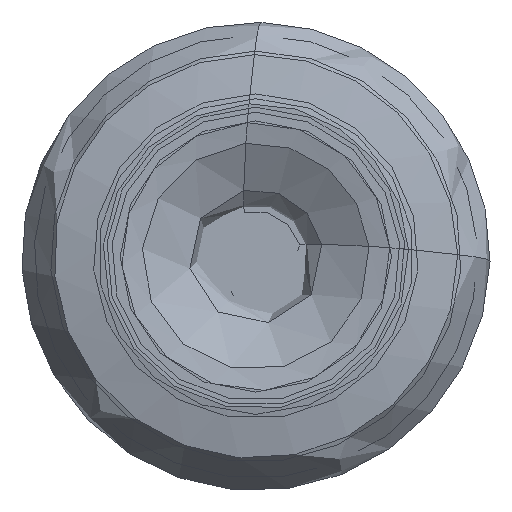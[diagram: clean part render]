
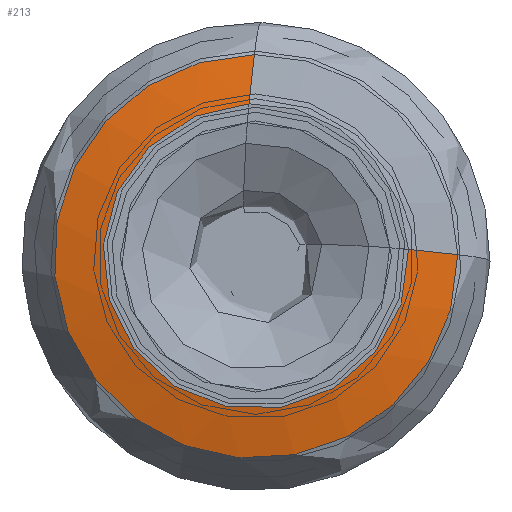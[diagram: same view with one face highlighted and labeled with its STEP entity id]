
A CAD part, left-side view. The second image highlights one B-rep face of the part: STEP entity #213.
In plain terms, the highlighted free-form (B-spline) face has degree [1, 3] with [2, 7] control points.
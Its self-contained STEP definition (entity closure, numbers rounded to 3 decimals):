
#39=(
BOUNDED_SURFACE()
B_SPLINE_SURFACE(1,3,((#1238,#1239,#1240,#1241,#1242,#1243,#1244),(#1245,
#1246,#1247,#1248,#1249,#1250,#1251)),.UNSPECIFIED.,.F.,.F.,.F.)
B_SPLINE_SURFACE_WITH_KNOTS((2,2),(4,3,4),(0.,1.),(0.,0.5,1.),
 .UNSPECIFIED.)
GEOMETRIC_REPRESENTATION_ITEM()
RATIONAL_B_SPLINE_SURFACE(((1.,0.588,0.588,1.,0.588,
0.588,1.),(1.,0.588,0.588,1.,0.588,
0.588,1.)))
REPRESENTATION_ITEM('')
SURFACE()
);
#72=LINE('',#1236,#96);
#73=LINE('',#1237,#97);
#96=VECTOR('',#909,1.);
#97=VECTOR('',#910,1.);
#138=FACE_OUTER_BOUND('',#334,.T.);
#213=ADVANCED_FACE('',(#138),#39,.F.);
#334=EDGE_LOOP('',(#430,#431,#432,#433));
#430=ORIENTED_EDGE('',*,*,#614,.F.);
#431=ORIENTED_EDGE('',*,*,#615,.F.);
#432=ORIENTED_EDGE('',*,*,#611,.T.);
#433=ORIENTED_EDGE('',*,*,#616,.F.);
#553=VERTEX_POINT('',#1228);
#554=VERTEX_POINT('',#1229);
#555=VERTEX_POINT('',#1234);
#556=VERTEX_POINT('',#1235);
#611=EDGE_CURVE('',#553,#554,#682,.T.);
#614=EDGE_CURVE('',#555,#556,#683,.T.);
#615=EDGE_CURVE('',#553,#555,#72,.T.);
#616=EDGE_CURVE('',#556,#554,#73,.T.);
#682=CIRCLE('',#758,5.546);
#683=CIRCLE('',#760,7.326);
#758=AXIS2_PLACEMENT_3D('',#1227,#901,#902);
#760=AXIS2_PLACEMENT_3D('',#1233,#907,#908);
#901=DIRECTION('',(1.,0.,0.));
#902=DIRECTION('',(0.,-0.999,0.047));
#907=DIRECTION('',(1.,0.,0.));
#908=DIRECTION('',(0.,-1.,0.01));
#909=DIRECTION('',(0.207,-0.973,-0.103));
#910=DIRECTION('',(-0.207,0.106,-0.973));
#1227=CARTESIAN_POINT('',(0.,0.,0.));
#1228=CARTESIAN_POINT('',(0.,-5.54,0.26));
#1229=CARTESIAN_POINT('',(0.,0.247,5.54));
#1233=CARTESIAN_POINT('',(0.38,0.,0.));
#1234=CARTESIAN_POINT('',(0.38,-7.326,0.07));
#1235=CARTESIAN_POINT('',(0.38,0.054,7.326));
#1236=CARTESIAN_POINT('',(0.,-5.54,0.26));
#1237=CARTESIAN_POINT('',(0.,0.247,5.54));
#1238=CARTESIAN_POINT('',(0.,-5.54,0.26));
#1239=CARTESIAN_POINT('',(0.,-5.812,-5.543));
#1240=CARTESIAN_POINT('',(0.,-0.554,-8.012));
#1241=CARTESIAN_POINT('',(0.,3.738,-4.097));
#1242=CARTESIAN_POINT('',(0.,8.029,-0.181));
#1243=CARTESIAN_POINT('',(0.,6.051,5.281));
#1244=CARTESIAN_POINT('',(0.,0.247,5.54));
#1245=CARTESIAN_POINT('',(0.38,-7.326,0.07));
#1246=CARTESIAN_POINT('',(0.38,-7.4,-7.604));
#1247=CARTESIAN_POINT('',(0.38,-0.336,-10.605));
#1248=CARTESIAN_POINT('',(0.38,5.136,-5.224));
#1249=CARTESIAN_POINT('',(0.38,10.609,0.156));
#1250=CARTESIAN_POINT('',(0.38,7.728,7.27));
#1251=CARTESIAN_POINT('',(0.38,0.054,7.326));
